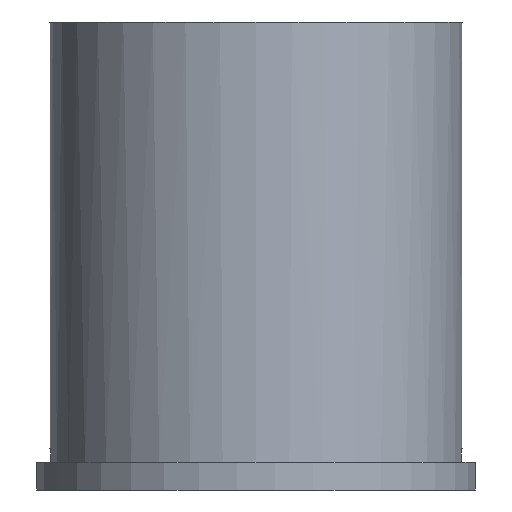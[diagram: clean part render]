
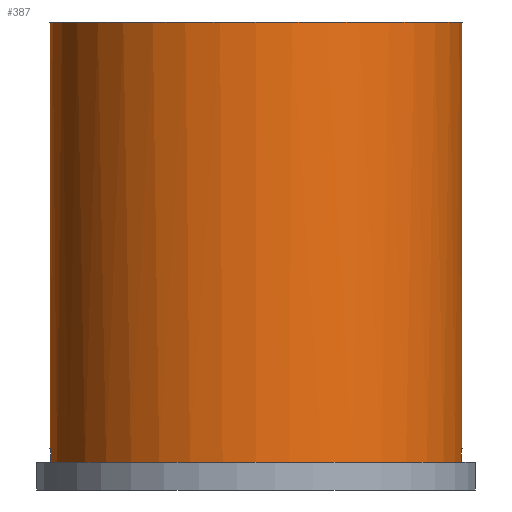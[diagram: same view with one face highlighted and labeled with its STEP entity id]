
A CAD part, left-side view. The second image highlights one B-rep face of the part: STEP entity #387.
In plain terms, the highlighted cylindrical face has radius 15 mm (diameter 30 mm), a full revolution.
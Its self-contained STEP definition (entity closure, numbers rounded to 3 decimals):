
#23=CYLINDRICAL_SURFACE('',#435,15.);
#26=CIRCLE('',#411,15.);
#30=CIRCLE('',#419,15.);
#41=CIRCLE('',#436,15.);
#42=CIRCLE('',#437,15.);
#43=CIRCLE('',#438,15.);
#44=CIRCLE('',#439,15.);
#58=FACE_OUTER_BOUND('',#76,.T.);
#76=EDGE_LOOP('',(#319,#320,#321,#322,#323,#324,#325,#326,#327,#328,#329,
#330));
#88=LINE('',#573,#123);
#101=LINE('',#605,#136);
#104=LINE('',#613,#139);
#117=LINE('',#645,#152);
#119=LINE('',#664,#154);
#123=VECTOR('',#454,10.);
#136=VECTOR('',#481,10.);
#139=VECTOR('',#486,10.);
#152=VECTOR('',#513,10.);
#154=VECTOR('',#541,15.);
#158=VERTEX_POINT('',#570);
#159=VERTEX_POINT('',#572);
#165=VERTEX_POINT('',#586);
#171=VERTEX_POINT('',#603);
#174=VERTEX_POINT('',#610);
#175=VERTEX_POINT('',#612);
#181=VERTEX_POINT('',#626);
#187=VERTEX_POINT('',#643);
#190=VERTEX_POINT('',#661);
#191=VERTEX_POINT('',#663);
#196=EDGE_CURVE('',#159,#158,#88,.T.);
#204=EDGE_CURVE('',#158,#165,#26,.T.);
#213=EDGE_CURVE('',#165,#171,#101,.T.);
#216=EDGE_CURVE('',#175,#174,#104,.T.);
#224=EDGE_CURVE('',#174,#181,#30,.T.);
#233=EDGE_CURVE('',#181,#187,#117,.T.);
#243=EDGE_CURVE('',#190,#190,#41,.T.);
#244=EDGE_CURVE('',#190,#191,#119,.T.);
#245=EDGE_CURVE('',#191,#159,#42,.T.);
#246=EDGE_CURVE('',#171,#175,#43,.T.);
#247=EDGE_CURVE('',#187,#191,#44,.T.);
#319=ORIENTED_EDGE('',*,*,#243,.F.);
#320=ORIENTED_EDGE('',*,*,#244,.T.);
#321=ORIENTED_EDGE('',*,*,#245,.T.);
#322=ORIENTED_EDGE('',*,*,#196,.T.);
#323=ORIENTED_EDGE('',*,*,#204,.T.);
#324=ORIENTED_EDGE('',*,*,#213,.T.);
#325=ORIENTED_EDGE('',*,*,#246,.T.);
#326=ORIENTED_EDGE('',*,*,#216,.T.);
#327=ORIENTED_EDGE('',*,*,#224,.T.);
#328=ORIENTED_EDGE('',*,*,#233,.T.);
#329=ORIENTED_EDGE('',*,*,#247,.T.);
#330=ORIENTED_EDGE('',*,*,#244,.F.);
#387=ADVANCED_FACE('',(#58),#23,.T.);
#411=AXIS2_PLACEMENT_3D('',#588,#465,#466);
#419=AXIS2_PLACEMENT_3D('',#628,#497,#498);
#435=AXIS2_PLACEMENT_3D('',#660,#537,#538);
#436=AXIS2_PLACEMENT_3D('',#662,#539,#540);
#437=AXIS2_PLACEMENT_3D('',#665,#542,#543);
#438=AXIS2_PLACEMENT_3D('',#666,#544,#545);
#439=AXIS2_PLACEMENT_3D('',#667,#546,#547);
#454=DIRECTION('',(0.,0.,1.));
#465=DIRECTION('center_axis',(0.,0.,1.));
#466=DIRECTION('ref_axis',(1.,0.,0.));
#481=DIRECTION('',(0.,0.,-1.));
#486=DIRECTION('',(0.,0.,1.));
#497=DIRECTION('center_axis',(0.,0.,1.));
#498=DIRECTION('ref_axis',(1.,0.,0.));
#513=DIRECTION('',(0.,0.,-1.));
#537=DIRECTION('center_axis',(0.,0.,1.));
#538=DIRECTION('ref_axis',(1.,0.,0.));
#539=DIRECTION('center_axis',(0.,0.,1.));
#540=DIRECTION('ref_axis',(1.,0.,0.));
#541=DIRECTION('',(0.,0.,-1.));
#542=DIRECTION('center_axis',(0.,0.,1.));
#543=DIRECTION('ref_axis',(1.,0.,0.));
#544=DIRECTION('center_axis',(0.,0.,1.));
#545=DIRECTION('ref_axis',(1.,0.,0.));
#546=DIRECTION('center_axis',(0.,0.,1.));
#547=DIRECTION('ref_axis',(1.,0.,0.));
#570=CARTESIAN_POINT('',(-1.6,-14.914,1.));
#572=CARTESIAN_POINT('',(-1.6,-14.914,0.));
#573=CARTESIAN_POINT('',(-1.6,-14.914,0.));
#586=CARTESIAN_POINT('',(1.6,-14.914,1.));
#588=CARTESIAN_POINT('Origin',(0.,0.,1.));
#603=CARTESIAN_POINT('',(1.6,-14.914,0.));
#605=CARTESIAN_POINT('',(1.6,-14.914,0.));
#610=CARTESIAN_POINT('',(1.6,14.914,1.));
#612=CARTESIAN_POINT('',(1.6,14.914,0.));
#613=CARTESIAN_POINT('',(1.6,14.914,0.));
#626=CARTESIAN_POINT('',(-1.6,14.914,1.));
#628=CARTESIAN_POINT('Origin',(0.,0.,1.));
#643=CARTESIAN_POINT('',(-1.6,14.914,0.));
#645=CARTESIAN_POINT('',(-1.6,14.914,0.));
#660=CARTESIAN_POINT('Origin',(0.,0.,0.));
#661=CARTESIAN_POINT('',(-15.,0.,32.));
#662=CARTESIAN_POINT('Origin',(0.,0.,32.));
#663=CARTESIAN_POINT('',(-15.,0.,0.));
#664=CARTESIAN_POINT('',(-15.,0.,0.));
#665=CARTESIAN_POINT('Origin',(0.,0.,0.));
#666=CARTESIAN_POINT('Origin',(0.,0.,0.));
#667=CARTESIAN_POINT('Origin',(0.,0.,0.));
